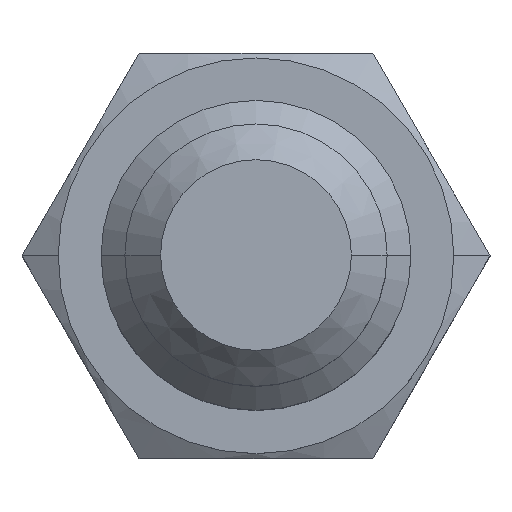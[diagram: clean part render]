
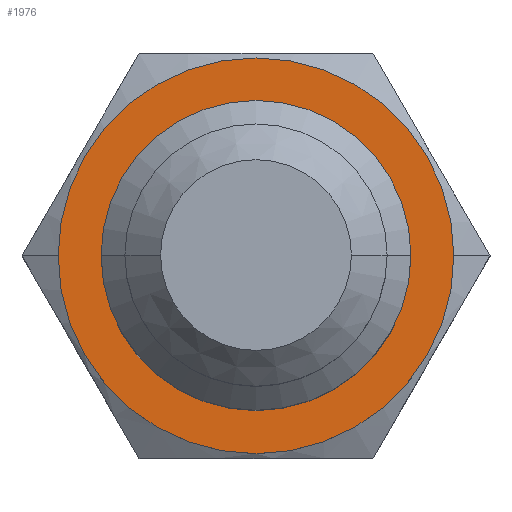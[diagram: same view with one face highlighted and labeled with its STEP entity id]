
A CAD part, top view. The second image highlights one B-rep face of the part: STEP entity #1976.
In plain terms, the highlighted planar face has unit normal (0, 0, 1).
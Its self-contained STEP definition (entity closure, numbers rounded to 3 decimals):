
#93 = AXIS2_PLACEMENT_3D ( 'NONE', #847, #166, #622 ) ;
#103 = VERTEX_POINT ( 'NONE', #2680 ) ;
#108 = DIRECTION ( 'NONE',  ( 0., 0., -1. ) ) ;
#159 = ORIENTED_EDGE ( 'NONE', *, *, #2837, .T. ) ;
#166 = DIRECTION ( 'NONE',  ( 0., 0., 1. ) ) ;
#169 = FACE_OUTER_BOUND ( 'NONE', #2481, .T. ) ;
#172 = VERTEX_POINT ( 'NONE', #1421 ) ;
#272 = CIRCLE ( 'NONE', #93, 8.3 ) ;
#545 = DIRECTION ( 'NONE',  ( -1., 0., 0. ) ) ;
#612 = ORIENTED_EDGE ( 'NONE', *, *, #1516, .T. ) ;
#614 = DIRECTION ( 'NONE',  ( -1., 0., 0. ) ) ;
#622 = DIRECTION ( 'NONE',  ( 1., 0., 0. ) ) ;
#658 = AXIS2_PLACEMENT_3D ( 'NONE', #1591, #2479, #1853 ) ;
#847 = CARTESIAN_POINT ( 'NONE',  ( 0., 0., 1. ) ) ;
#939 = ORIENTED_EDGE ( 'NONE', *, *, #2119, .T. ) ;
#952 = PLANE ( 'NONE',  #2551 ) ;
#965 = AXIS2_PLACEMENT_3D ( 'NONE', #2192, #1694, #545 ) ;
#1139 = ORIENTED_EDGE ( 'NONE', *, *, #1260, .T. ) ;
#1260 = EDGE_CURVE ( 'NONE', #1505, #172, #2876, .T. ) ;
#1421 = CARTESIAN_POINT ( 'NONE',  ( 5.8, 0., 1. ) ) ;
#1426 = DIRECTION ( 'NONE',  ( -1., 0., 0. ) ) ;
#1478 = CARTESIAN_POINT ( 'NONE',  ( 0., 0., 1. ) ) ;
#1505 = VERTEX_POINT ( 'NONE', #2658 ) ;
#1516 = EDGE_CURVE ( 'NONE', #103, #2656, #272, .T. ) ;
#1591 = CARTESIAN_POINT ( 'NONE',  ( 0., 0., 1. ) ) ;
#1694 = DIRECTION ( 'NONE',  ( 0., 0., -1. ) ) ;
#1798 = EDGE_LOOP ( 'NONE', ( #1139, #939 ) ) ;
#1853 = DIRECTION ( 'NONE',  ( 1., 0., 0. ) ) ;
#1976 = ADVANCED_FACE ( 'NONE', ( #2034, #169 ), #952, .F. ) ;
#2034 = FACE_BOUND ( 'NONE', #1798, .T. ) ;
#2119 = EDGE_CURVE ( 'NONE', #172, #1505, #2836, .T. ) ;
#2146 = CARTESIAN_POINT ( 'NONE',  ( 8.3, 0., 1. ) ) ;
#2192 = CARTESIAN_POINT ( 'NONE',  ( 0., 0., 1. ) ) ;
#2345 = CIRCLE ( 'NONE', #658, 8.3 ) ;
#2382 = CARTESIAN_POINT ( 'NONE',  ( 8.3, 0., 1. ) ) ;
#2479 = DIRECTION ( 'NONE',  ( 0., 0., 1. ) ) ;
#2481 = EDGE_LOOP ( 'NONE', ( #159, #612 ) ) ;
#2551 = AXIS2_PLACEMENT_3D ( 'NONE', #2146, #108, #1426 ) ;
#2656 = VERTEX_POINT ( 'NONE', #2382 ) ;
#2658 = CARTESIAN_POINT ( 'NONE',  ( -5.8, 0., 1. ) ) ;
#2680 = CARTESIAN_POINT ( 'NONE',  ( -8.3, 0., 1. ) ) ;
#2836 = CIRCLE ( 'NONE', #965, 5.8 ) ;
#2837 = EDGE_CURVE ( 'NONE', #2656, #103, #2345, .T. ) ;
#2876 = CIRCLE ( 'NONE', #2975, 5.8 ) ;
#2916 = DIRECTION ( 'NONE',  ( 0., 0., -1. ) ) ;
#2975 = AXIS2_PLACEMENT_3D ( 'NONE', #1478, #2916, #614 ) ;
